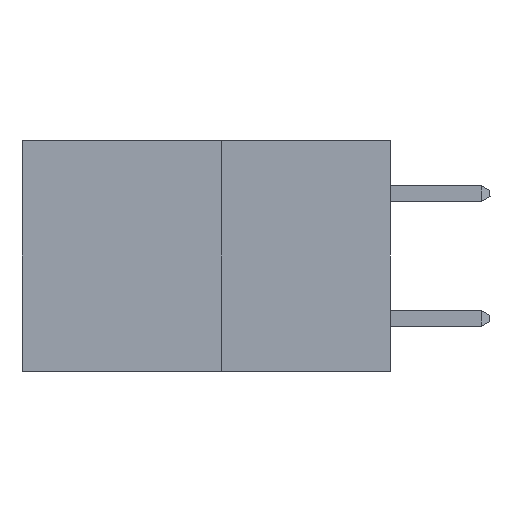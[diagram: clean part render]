
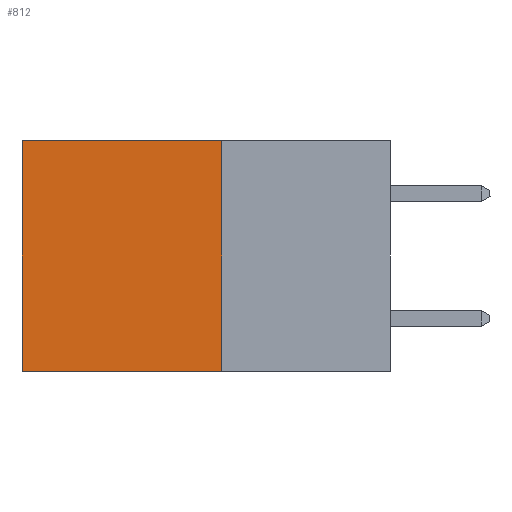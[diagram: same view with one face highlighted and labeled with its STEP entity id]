
A CAD part, left-side view. The second image highlights one B-rep face of the part: STEP entity #812.
In plain terms, the highlighted planar face has unit normal (-1, 0, 0).
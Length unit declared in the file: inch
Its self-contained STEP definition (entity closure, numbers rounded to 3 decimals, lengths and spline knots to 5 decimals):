
#6 = CARTESIAN_POINT ( 'NONE',  ( 0.277, 0.27, -0.37 ) ) ;
#91 = VECTOR ( 'NONE', #2259, 39.37008 ) ;
#125 = VERTEX_POINT ( 'NONE', #832 ) ;
#218 = EDGE_CURVE ( 'NONE', #125, #6876, #6817, .T. ) ;
#419 = FACE_OUTER_BOUND ( 'NONE', #3637, .T. ) ;
#422 = DIRECTION ( 'NONE',  ( 0., 0., -1. ) ) ;
#672 = LINE ( 'NONE', #6157, #4040 ) ;
#734 = ORIENTED_EDGE ( 'NONE', *, *, #1173, .T. ) ;
#806 = EDGE_CURVE ( 'NONE', #1492, #125, #5660, .T. ) ;
#812 = ADVANCED_FACE ( 'NONE', ( #419 ), #6394, .F. ) ;
#832 = CARTESIAN_POINT ( 'NONE',  ( 0.277, 0.27, -0.37 ) ) ;
#1023 = ORIENTED_EDGE ( 'NONE', *, *, #6507, .T. ) ;
#1041 = DIRECTION ( 'NONE',  ( 1., 0., 0. ) ) ;
#1173 = EDGE_CURVE ( 'NONE', #4963, #6876, #6041, .T. ) ;
#1175 = ORIENTED_EDGE ( 'NONE', *, *, #806, .F. ) ;
#1309 = ORIENTED_EDGE ( 'NONE', *, *, #218, .F. ) ;
#1492 = VERTEX_POINT ( 'NONE', #7970 ) ;
#2213 = VECTOR ( 'NONE', #4875, 39.37008 ) ;
#2259 = DIRECTION ( 'NONE',  ( 0., 1., 0. ) ) ;
#2542 = CARTESIAN_POINT ( 'NONE',  ( 0.277, 0.59, -0.37 ) ) ;
#3210 = CARTESIAN_POINT ( 'NONE',  ( 0.277, 0.59, -0.37 ) ) ;
#3637 = EDGE_LOOP ( 'NONE', ( #734, #1309, #1175, #1023 ) ) ;
#3647 = CARTESIAN_POINT ( 'NONE',  ( 0.277, 0.27, -0.37 ) ) ;
#3856 = DIRECTION ( 'NONE',  ( 0., 1., 0. ) ) ;
#4040 = VECTOR ( 'NONE', #3856, 39.37008 ) ;
#4087 = AXIS2_PLACEMENT_3D ( 'NONE', #5741, #1041, #422 ) ;
#4797 = CARTESIAN_POINT ( 'NONE',  ( 0.277, 0.59, 0. ) ) ;
#4875 = DIRECTION ( 'NONE',  ( 0., 0., -1. ) ) ;
#4963 = VERTEX_POINT ( 'NONE', #4797 ) ;
#5660 = LINE ( 'NONE', #3647, #2213 ) ;
#5741 = CARTESIAN_POINT ( 'NONE',  ( 0.277, 0.27, -0.37 ) ) ;
#5856 = VECTOR ( 'NONE', #6349, 39.37008 ) ;
#6041 = LINE ( 'NONE', #3210, #5856 ) ;
#6157 = CARTESIAN_POINT ( 'NONE',  ( 0.277, 0.27, 0. ) ) ;
#6349 = DIRECTION ( 'NONE',  ( 0., 0., -1. ) ) ;
#6394 = PLANE ( 'NONE',  #4087 ) ;
#6507 = EDGE_CURVE ( 'NONE', #1492, #4963, #672, .T. ) ;
#6817 = LINE ( 'NONE', #6, #91 ) ;
#6876 = VERTEX_POINT ( 'NONE', #2542 ) ;
#7970 = CARTESIAN_POINT ( 'NONE',  ( 0.277, 0.27, 0. ) ) ;
